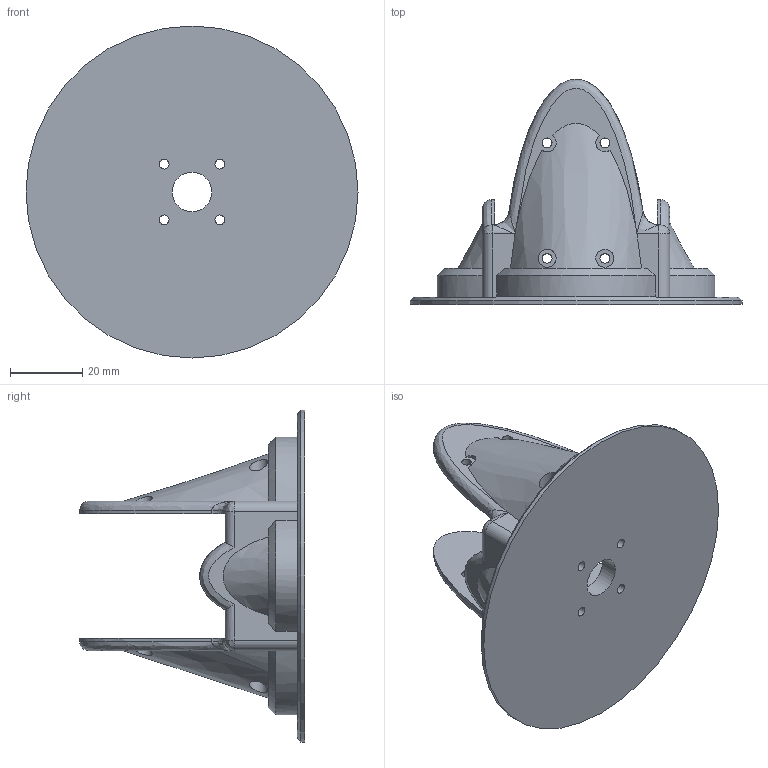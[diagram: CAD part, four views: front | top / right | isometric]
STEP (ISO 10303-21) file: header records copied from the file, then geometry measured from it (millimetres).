
FILE_DESCRIPTION(/* description */ (''),/* implementation_level */ '2;1');
FILE_NAME(/* name */ 'Base_Top.step',/* time_stamp */ '2025-07-09T19:29:55-03:00',/* author */ (''),/* organization */ (''),/* preprocessor_version */ 'ST-DEVELOPER v20.1',/* originating_system */ 'Autodesk Translation Framework v14.10.0.0',/* authorisation */ '');
FILE_SCHEMA (('AUTOMOTIVE_DESIGN { 1 0 10303 214 3 1 1 }'));
Length unit declared in the file: millimetre
Products named in the file (1): Sup 4.0
Bounding box: 92 x 62.38 x 92 mm (x, y, z)
Volume: 61188.5 mm3; surface area: 25860.5 mm2
Topology: 1 solids, 1 shells, 104 faces, 276 edges, 181 vertices
Faces by surface type: cylinder 42, plane 31, bspline 30, cone 1
Full cylindrical faces by diameter (mm): 2.7 x12, 5 x8, 11 x1, 92 x1
Entity records: 5304 total; most frequent: CARTESIAN_POINT 2883, ORIENTED_EDGE 548, DIRECTION 396, EDGE_CURVE 274, VERTEX_POINT 181, AXIS2_PLACEMENT_3D 152, EDGE_LOOP 139, B_SPLINE_CURVE_WITH_KNOTS 105
